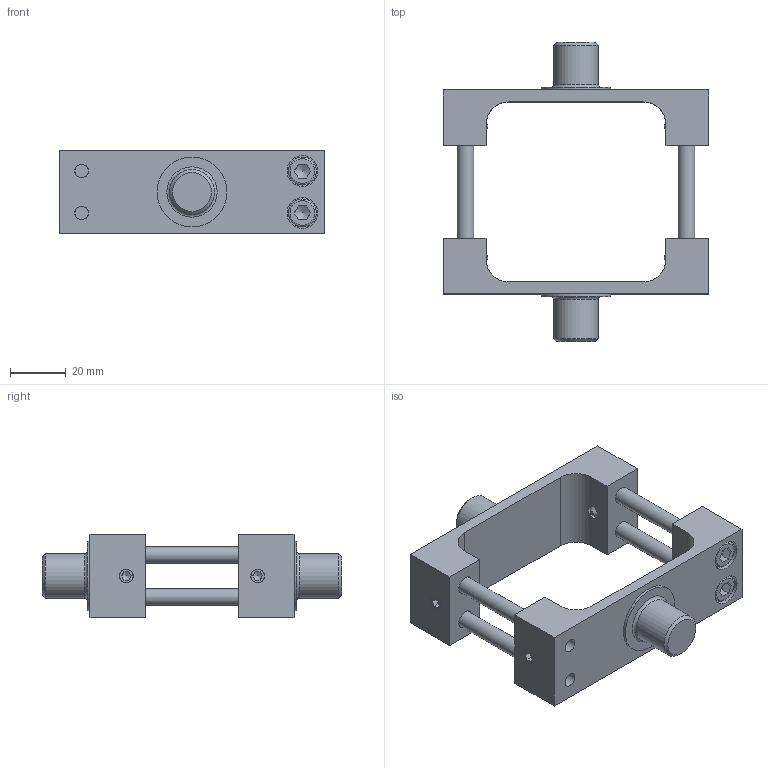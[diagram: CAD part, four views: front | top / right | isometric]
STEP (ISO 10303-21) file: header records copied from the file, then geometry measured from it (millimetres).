
FILE_DESCRIPTION(/* description */ (''),/* implementation_level */ '2;1');
FILE_NAME(/* name */ 'CAD_69150.stp',/* time_stamp */ '2016-06-09T14:41:31+02:00',/* author */ ('Hypex'),/* organization */ ('Hypex'),/* preprocessor_version */ 'ST-DEVELOPER v16.1',/* originating_system */ 'Autodesk Inventor 2016',/* authorisation */ '');
FILE_SCHEMA (('AUTOMOTIVE_DESIGN { 1 0 10303 214 3 1 1 }'));
Length unit declared in the file: millimetre
Products named in the file (1): CAD_69150
Bounding box: 95 x 107 x 30 mm (x, y, z)
Volume: 64268.4 mm3; surface area: 27516 mm2
Topology: 1 solids, 1 shells, 164 faces, 394 edges, 258 vertices
Faces by surface type: plane 96, cylinder 36, cone 22, torus 10
Full cylindrical faces by diameter (mm): 4.917 x12, 6 x4, 6.6 x4, 10 x4, 11 x4, 16 x2, 25 x2
Entity records: 4375 total; most frequent: CARTESIAN_POINT 861, DIRECTION 674, ORIENTED_EDGE 600, EDGE_CURVE 300, AXIS2_PLACEMENT_3D 261, EDGE_LOOP 260, VERTEX_POINT 228, STYLED_ITEM 165
